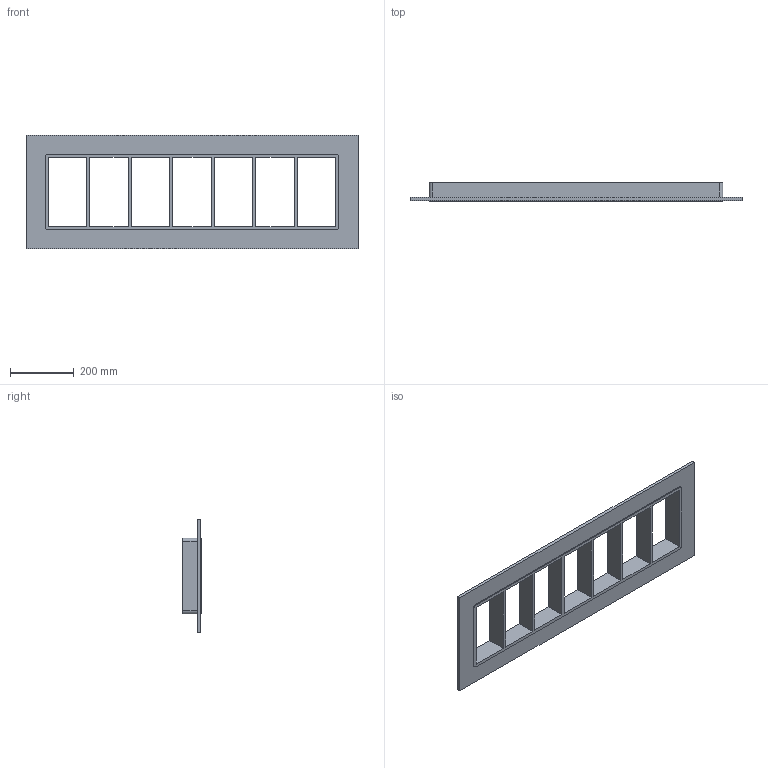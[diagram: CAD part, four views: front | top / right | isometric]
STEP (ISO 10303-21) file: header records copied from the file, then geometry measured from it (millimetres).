
FILE_DESCRIPTION((''),'2;1');
FILE_NAME('SF6X7.stp','2013-06-28T14:26:04',(''),(''),'Autodesk Inventor 2013','Autodesk Inventor 2013','');
FILE_SCHEMA(('AUTOMOTIVE_DESIGN { 1 0 10303 214 1 1 1 1 }'));
Length unit declared in the file: millimetre
Products named in the file (1): roxtec S_SF_G
Bounding box: 1043.5 x 60 x 358 mm (x, y, z)
Volume: 3688108 mm3; surface area: 807041.6 mm2
Topology: 1 solids, 1 shells, 52 faces, 144 edges, 96 vertices
Faces by surface type: plane 44, cylinder 8
Entity records: 1698 total; most frequent: CARTESIAN_POINT 293, ORIENTED_EDGE 288, DIRECTION 266, EDGE_CURVE 144, VECTOR 128, LINE 128, VERTEX_POINT 96, AXIS2_PLACEMENT_3D 69
